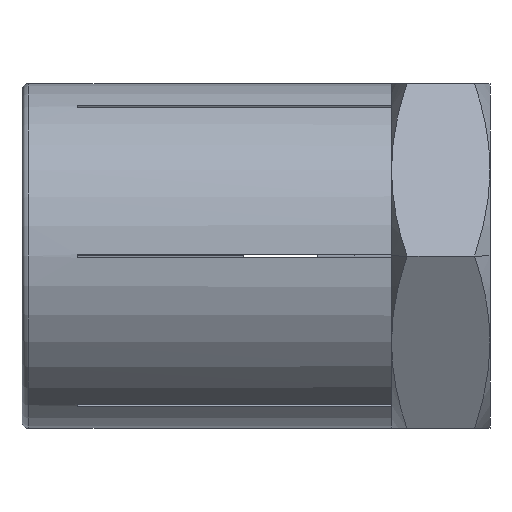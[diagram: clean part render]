
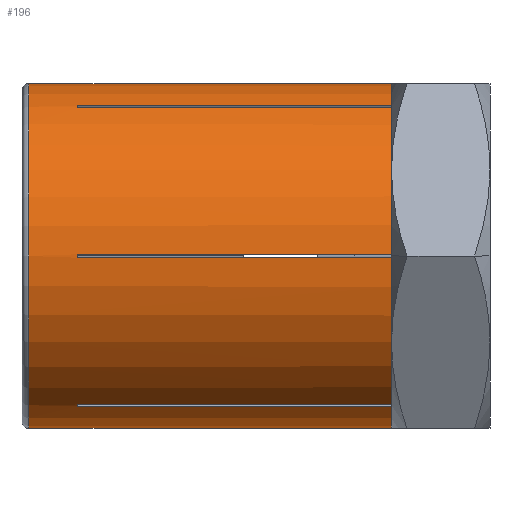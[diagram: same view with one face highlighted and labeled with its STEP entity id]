
A CAD part, front view. The second image highlights one B-rep face of the part: STEP entity #196.
In plain terms, the highlighted cylindrical face has radius 7 mm (diameter 14 mm), a partial arc.
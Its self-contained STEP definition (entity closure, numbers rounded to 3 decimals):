
#196=ADVANCED_FACE('',(#487),#488,.T.);
#487=FACE_OUTER_BOUND('',#880,.T.);
#488=CYLINDRICAL_SURFACE('',#881,7.0);
#880=EDGE_LOOP('',(#1408,#1409,#1410,#1411,#1412,#1413,#1414,#1415,#1416,#1417,#1418,#1419,#1420,#1421,#1422,#1423,#1424));
#881=AXIS2_PLACEMENT_3D('',#1425,#1426,#1427);
#1408=ORIENTED_EDGE('',*,*,#2386,.T.);
#1409=ORIENTED_EDGE('',*,*,#2466,.F.);
#1410=ORIENTED_EDGE('',*,*,#2467,.T.);
#1411=ORIENTED_EDGE('',*,*,#2468,.T.);
#1412=ORIENTED_EDGE('',*,*,#2469,.T.);
#1413=ORIENTED_EDGE('',*,*,#2470,.F.);
#1414=ORIENTED_EDGE('',*,*,#2471,.T.);
#1415=ORIENTED_EDGE('',*,*,#2472,.T.);
#1416=ORIENTED_EDGE('',*,*,#2473,.T.);
#1417=ORIENTED_EDGE('',*,*,#2474,.F.);
#1418=ORIENTED_EDGE('',*,*,#2475,.T.);
#1419=ORIENTED_EDGE('',*,*,#2476,.T.);
#1420=ORIENTED_EDGE('',*,*,#2477,.T.);
#1421=ORIENTED_EDGE('',*,*,#2478,.F.);
#1422=ORIENTED_EDGE('',*,*,#2387,.T.);
#1423=ORIENTED_EDGE('',*,*,#2479,.T.);
#1424=ORIENTED_EDGE('',*,*,#2480,.T.);
#1425=CARTESIAN_POINT('',(-7.5,0.0,0.0));
#1426=DIRECTION('',(1.0,0.0,0.0));
#1427=DIRECTION('',(0.0,0.0,-1.0));
#2386=EDGE_CURVE('',#2806,#2871,#2872,.T.);
#2387=EDGE_CURVE('',#2873,#2803,#2874,.T.);
#2466=EDGE_CURVE('',#2997,#2871,#2998,.T.);
#2467=EDGE_CURVE('',#2997,#2999,#3000,.T.);
#2468=EDGE_CURVE('',#2999,#3001,#3002,.T.);
#2469=EDGE_CURVE('',#3001,#3003,#3004,.T.);
#2470=EDGE_CURVE('',#3005,#3003,#3006,.T.);
#2471=EDGE_CURVE('',#3005,#3007,#3008,.T.);
#2472=EDGE_CURVE('',#3007,#3009,#3010,.T.);
#2473=EDGE_CURVE('',#3009,#3011,#3012,.T.);
#2474=EDGE_CURVE('',#3013,#3011,#3014,.T.);
#2475=EDGE_CURVE('',#3013,#3015,#3016,.T.);
#2476=EDGE_CURVE('',#3015,#3017,#3018,.T.);
#2477=EDGE_CURVE('',#3017,#3019,#3020,.T.);
#2478=EDGE_CURVE('',#2873,#3019,#3021,.T.);
#2479=EDGE_CURVE('',#2803,#3022,#3023,.T.);
#2480=EDGE_CURVE('',#3022,#2806,#3024,.T.);
#2803=VERTEX_POINT('',#3469);
#2806=VERTEX_POINT('',#3472);
#2871=VERTEX_POINT('',#3599);
#2872=LINE('',#3600,#3601);
#2873=VERTEX_POINT('',#3602);
#2874=LINE('',#3603,#3604);
#2997=VERTEX_POINT('',#3778);
#2998=CIRCLE('',#3779,7.0);
#2999=VERTEX_POINT('',#3780);
#3000=LINE('',#3781,#3782);
#3001=VERTEX_POINT('',#3783);
#3002=CIRCLE('',#3784,7.0);
#3003=VERTEX_POINT('',#3785);
#3004=LINE('',#3786,#3787);
#3005=VERTEX_POINT('',#3788);
#3006=CIRCLE('',#3789,7.0);
#3007=VERTEX_POINT('',#3790);
#3008=LINE('',#3791,#3792);
#3009=VERTEX_POINT('',#3793);
#3010=CIRCLE('',#3794,7.0);
#3011=VERTEX_POINT('',#3795);
#3012=LINE('',#3796,#3797);
#3013=VERTEX_POINT('',#3798);
#3014=CIRCLE('',#3799,7.0);
#3015=VERTEX_POINT('',#3800);
#3016=LINE('',#3801,#3802);
#3017=VERTEX_POINT('',#3803);
#3018=CIRCLE('',#3804,7.0);
#3019=VERTEX_POINT('',#3805);
#3020=LINE('',#3806,#3807);
#3021=CIRCLE('',#3808,7.0);
#3022=VERTEX_POINT('',#3809);
#3023=CIRCLE('',#3810,7.0);
#3024=CIRCLE('',#3811,7.0);
#3469=CARTESIAN_POINT('',(-14.72,0.,7.0));
#3472=CARTESIAN_POINT('',(-14.72,0.,-7.0));
#3599=CARTESIAN_POINT('',(0.0,0.,-7.0));
#3600=CARTESIAN_POINT('',(-7.5,0.,-7.0));
#3601=VECTOR('',#4726,1.0);
#3602=CARTESIAN_POINT('',(0.0,0.,7.0));
#3603=CARTESIAN_POINT('',(-7.5,0.,7.0));
#3604=VECTOR('',#4727,1.0);
#3778=CARTESIAN_POINT('',(0.0,-3.439,-6.097));
#3779=AXIS2_PLACEMENT_3D('',#4839,#4840,#4841);
#3780=CARTESIAN_POINT('',(-12.75,-3.439,-6.097));
#3781=CARTESIAN_POINT('',(-6.375,-3.439,-6.097));
#3782=VECTOR('',#4842,1.0);
#3783=CARTESIAN_POINT('',(-12.75,-3.56,-6.027));
#3784=AXIS2_PLACEMENT_3D('',#4843,#4844,#4845);
#3785=CARTESIAN_POINT('',(0.0,-3.56,-6.027));
#3786=CARTESIAN_POINT('',(-6.375,-3.56,-6.027));
#3787=VECTOR('',#4846,1.0);
#3788=CARTESIAN_POINT('',(0.0,-7.,-0.07));
#3789=AXIS2_PLACEMENT_3D('',#4847,#4848,#4849);
#3790=CARTESIAN_POINT('',(-12.75,-7.,-0.07));
#3791=CARTESIAN_POINT('',(-6.375,-7.,-0.07));
#3792=VECTOR('',#4850,1.0);
#3793=CARTESIAN_POINT('',(-12.75,-7.,0.07));
#3794=AXIS2_PLACEMENT_3D('',#4851,#4852,#4853);
#3795=CARTESIAN_POINT('',(0.0,-7.,0.07));
#3796=CARTESIAN_POINT('',(-6.375,-7.,0.07));
#3797=VECTOR('',#4854,1.0);
#3798=CARTESIAN_POINT('',(0.0,-3.56,6.027));
#3799=AXIS2_PLACEMENT_3D('',#4855,#4856,#4857);
#3800=CARTESIAN_POINT('',(-12.75,-3.56,6.027));
#3801=CARTESIAN_POINT('',(-6.375,-3.56,6.027));
#3802=VECTOR('',#4858,1.0);
#3803=CARTESIAN_POINT('',(-12.75,-3.439,6.097));
#3804=AXIS2_PLACEMENT_3D('',#4859,#4860,#4861);
#3805=CARTESIAN_POINT('',(0.0,-3.439,6.097));
#3806=CARTESIAN_POINT('',(-6.375,-3.439,6.097));
#3807=VECTOR('',#4862,1.0);
#3808=AXIS2_PLACEMENT_3D('',#4863,#4864,#4865);
#3809=CARTESIAN_POINT('',(-14.72,-7.0,0.));
#3810=AXIS2_PLACEMENT_3D('',#4866,#4867,#4868);
#3811=AXIS2_PLACEMENT_3D('',#4869,#4870,#4871);
#4726=DIRECTION('',(1.0,0.0,0.0));
#4727=DIRECTION('',(-1.0,-0.0,-0.0));
#4839=CARTESIAN_POINT('',(0.0,0.0,0.0));
#4840=DIRECTION('',(1.0,0.0,0.0));
#4841=DIRECTION('',(0.0,0.0,-1.0));
#4842=DIRECTION('',(-1.0,-0.0,0.0));
#4843=CARTESIAN_POINT('',(-12.75,0.0,0.0));
#4844=DIRECTION('',(-1.0,-0.0,-0.0));
#4845=DIRECTION('',(0.0,0.0,-1.0));
#4846=DIRECTION('',(1.0,0.0,0.0));
#4847=CARTESIAN_POINT('',(0.0,0.0,0.0));
#4848=DIRECTION('',(1.0,0.0,0.0));
#4849=DIRECTION('',(0.0,0.0,-1.0));
#4850=DIRECTION('',(-1.0,-0.0,0.0));
#4851=CARTESIAN_POINT('',(-12.75,0.0,0.0));
#4852=DIRECTION('',(-1.0,-0.0,-0.0));
#4853=DIRECTION('',(0.0,0.0,-1.0));
#4854=DIRECTION('',(1.0,0.0,0.0));
#4855=CARTESIAN_POINT('',(0.0,0.0,0.0));
#4856=DIRECTION('',(1.0,0.0,0.0));
#4857=DIRECTION('',(0.0,0.0,-1.0));
#4858=DIRECTION('',(-1.0,-0.0,0.0));
#4859=CARTESIAN_POINT('',(-12.75,0.0,0.0));
#4860=DIRECTION('',(-1.0,-0.0,-0.0));
#4861=DIRECTION('',(0.0,0.0,-1.0));
#4862=DIRECTION('',(1.0,0.0,0.0));
#4863=CARTESIAN_POINT('',(0.0,0.0,0.0));
#4864=DIRECTION('',(1.0,0.0,0.0));
#4865=DIRECTION('',(0.0,0.0,-1.0));
#4866=CARTESIAN_POINT('',(-14.72,0.,0.));
#4867=DIRECTION('',(1.0,0.0,0.0));
#4868=DIRECTION('',(0.0,0.0,-1.0));
#4869=CARTESIAN_POINT('',(-14.72,0.,0.));
#4870=DIRECTION('',(1.0,0.0,0.0));
#4871=DIRECTION('',(0.0,0.0,-1.0));
